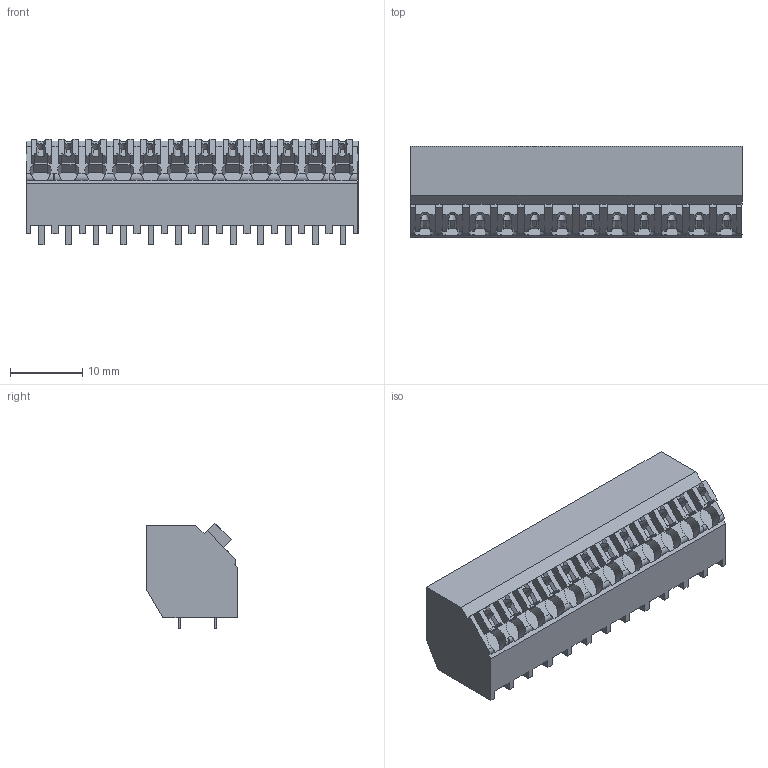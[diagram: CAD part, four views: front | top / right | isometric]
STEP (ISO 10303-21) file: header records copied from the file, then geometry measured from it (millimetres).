
FILE_DESCRIPTION(('CATIA V5 STEP Exchange','CAx-IF Rec.Pracs.--- Model Styling and Organization---1.2---2011-12-15'),'2;1');
FILE_NAME ('D1458487_0_1885520000_1885520000.stp','2018-03-20T11:12:56+00:00',('none'),('Weidmueller'),'CATIA Version 5-6 Release 2014','CATIA V5 STEP AP214','none');
FILE_SCHEMA(('AUTOMOTIVE_DESIGN { 1 0 10303 214 1 1 1 1 }'));
Length unit declared in the file: millimetre
Products named in the file (1): 1885520000
Bounding box: 46.11 x 12.7 x 14.66 mm (x, y, z)
Volume: 5275.1 mm3; surface area: 4852.7 mm2
Topology: 37 solids, 37 shells, 735 faces, 2107 edges, 1446 vertices
Faces by surface type: plane 671, cylinder 64
Entity records: 22060 total; most frequent: CARTESIAN_POINT 4360, ORIENTED_EDGE 4214, DIRECTION 2711, EDGE_CURVE 2107, VECTOR 1862, LINE 1862, VERTEX_POINT 1446, EDGE_LOOP 759
